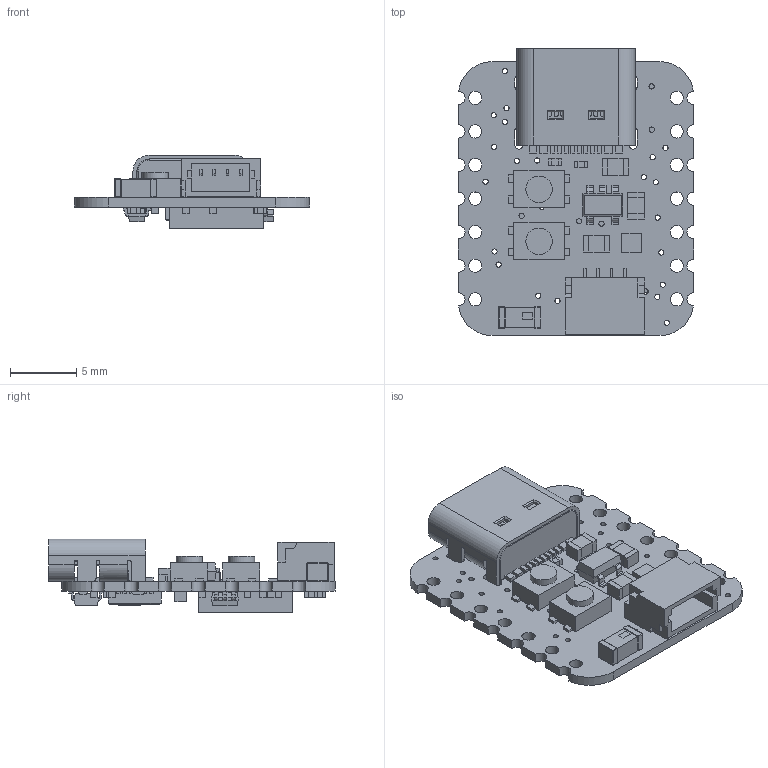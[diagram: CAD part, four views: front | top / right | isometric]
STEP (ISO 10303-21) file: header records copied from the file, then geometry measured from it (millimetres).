
FILE_DESCRIPTION(/* description */ (''),/* implementation_level */ '2;1');
FILE_NAME(/* name */ 'PCB Component.step',/* time_stamp */ '2023-03-31T09:43:16-04:00',/* author */ (''),/* organization */ (''),/* preprocessor_version */ 'ST-DEVELOPER v19.2',/* originating_system */ 'Autodesk Translation Framework v11.17.0.187',/* authorisation */ '');
FILE_SCHEMA (('AUTOMOTIVE_DESIGN { 1 0 10303 214 3 1 1 }'));
Length unit declared in the file: millimetre
Products named in the file (16): PCB Component; Board; 22uF; BOOT0; 10K; USB TYPE C; STEMMA_I2C_QTSKINNY; AP2112K-3.3; WS2812B_SK6805_1515;   NSR0320; 2.2nH; 2.4GHz; 1uF; ESP-32-PICO-V3-02; CP2102N-24; DUAL NPN
Assembly tree (32 placements, depth 2):
  PCB Component
    Board
    22uF  x3
    BOOT0  x2
    10K  x14
    USB TYPE C
    STEMMA_I2C_QTSKINNY
    AP2112K-3.3
    WS2812B_SK6805_1515
      NSR0320  x2
    2.2nH
    2.4GHz
    1uF
    ESP-32-PICO-V3-02
    CP2102N-24
    DUAL NPN
Bounding box: 17.78 x 21.69 x 5.59 mm (x, y, z)
Volume: 566 mm3; surface area: 1973.7 mm2
Topology: 139 solids, 139 shells, 1847 faces, 4445 edges, 2880 vertices
Faces by surface type: plane 1507, cylinder 300, sphere 22, torus 10, cone 6, bspline 2
Full cylindrical faces by diameter (mm): 0.356 x1, 0.394 x44, 0.5 x2, 0.65 x2, 1 x14, 2 x2
Entity records: 46160 total; most frequent: CARTESIAN_POINT 7792, ORIENTED_EDGE 7440, DIRECTION 7432, EDGE_CURVE 3720, LINE 3104, VECTOR 3104, VERTEX_POINT 2414, AXIS2_PLACEMENT_3D 2164
